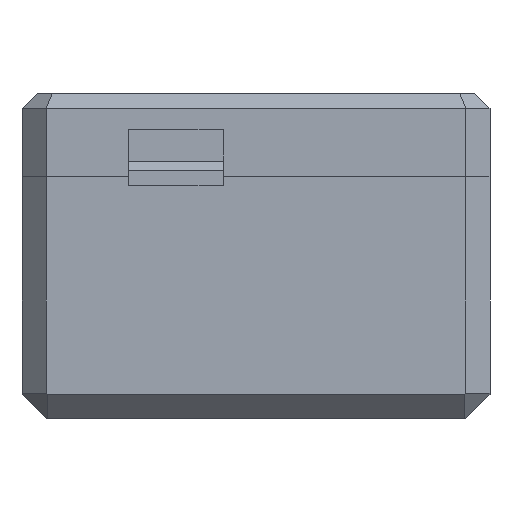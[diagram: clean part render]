
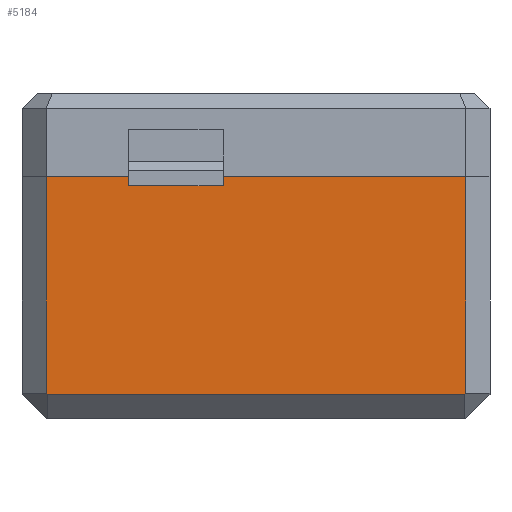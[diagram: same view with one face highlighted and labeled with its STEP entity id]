
A CAD part, front view. The second image highlights one B-rep face of the part: STEP entity #5184.
In plain terms, the highlighted planar face has unit normal (0, -1, 0).
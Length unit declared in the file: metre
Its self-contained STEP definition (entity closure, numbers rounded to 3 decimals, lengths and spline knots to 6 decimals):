
#359=LINE('',#7008,#878);
#360=LINE('',#7011,#879);
#361=LINE('',#7013,#880);
#362=LINE('',#7015,#881);
#363=LINE('',#7017,#882);
#364=LINE('',#7019,#883);
#365=LINE('',#7021,#884);
#366=LINE('',#7023,#885);
#367=LINE('',#7025,#886);
#368=LINE('',#7027,#887);
#878=VECTOR('',#5891,1.);
#879=VECTOR('',#5892,1.);
#880=VECTOR('',#5893,1.);
#881=VECTOR('',#5894,1.);
#882=VECTOR('',#5895,1.);
#883=VECTOR('',#5896,1.);
#884=VECTOR('',#5897,1.);
#885=VECTOR('',#5898,1.);
#886=VECTOR('',#5899,1.);
#887=VECTOR('',#5900,1.);
#1417=ORIENTED_EDGE('',*,*,#2946,.F.);
#1418=ORIENTED_EDGE('',*,*,#2947,.F.);
#1419=ORIENTED_EDGE('',*,*,#2948,.T.);
#1420=ORIENTED_EDGE('',*,*,#2949,.T.);
#1421=ORIENTED_EDGE('',*,*,#2950,.T.);
#1422=ORIENTED_EDGE('',*,*,#2951,.F.);
#1423=ORIENTED_EDGE('',*,*,#2952,.T.);
#1424=ORIENTED_EDGE('',*,*,#2953,.F.);
#1425=ORIENTED_EDGE('',*,*,#2954,.T.);
#1426=ORIENTED_EDGE('',*,*,#2955,.F.);
#2946=EDGE_CURVE('',#3707,#3708,#359,.T.);
#2947=EDGE_CURVE('',#3709,#3707,#360,.T.);
#2948=EDGE_CURVE('',#3709,#3710,#361,.T.);
#2949=EDGE_CURVE('',#3710,#3711,#362,.T.);
#2950=EDGE_CURVE('',#3711,#3712,#363,.T.);
#2951=EDGE_CURVE('',#3713,#3712,#364,.T.);
#2952=EDGE_CURVE('',#3713,#3714,#365,.F.);
#2953=EDGE_CURVE('',#3715,#3714,#366,.T.);
#2954=EDGE_CURVE('',#3715,#3716,#367,.T.);
#2955=EDGE_CURVE('',#3708,#3716,#368,.T.);
#3707=VERTEX_POINT('',#7009);
#3708=VERTEX_POINT('',#7010);
#3709=VERTEX_POINT('',#7012);
#3710=VERTEX_POINT('',#7014);
#3711=VERTEX_POINT('',#7016);
#3712=VERTEX_POINT('',#7018);
#3713=VERTEX_POINT('',#7020);
#3714=VERTEX_POINT('',#7022);
#3715=VERTEX_POINT('',#7024);
#3716=VERTEX_POINT('',#7026);
#4250=EDGE_LOOP('',(#1417,#1418,#1419,#1420,#1421,#1422,#1423,#1424,#1425,
#1426));
#4622=FACE_BOUND('',#4250,.T.);
#4988=PLANE('',#5541);
#5184=ADVANCED_FACE('',(#4622),#4988,.T.);
#5541=AXIS2_PLACEMENT_3D('',#7007,#5889,#5890);
#5889=DIRECTION('',(0.,-1.,0.));
#5890=DIRECTION('',(0.,0.,-1.));
#5891=DIRECTION('',(0.,0.,-1.));
#5892=DIRECTION('',(1.,0.,0.));
#5893=DIRECTION('',(0.,0.,-1.));
#5894=DIRECTION('',(0.707,0.,-0.707));
#5895=DIRECTION('',(1.,0.,0.));
#5896=DIRECTION('',(-0.707,0.,-0.707));
#5897=DIRECTION('',(0.,0.,-1.));
#5898=DIRECTION('',(1.,0.,0.));
#5899=DIRECTION('',(0.,0.,-1.));
#5900=DIRECTION('',(1.,0.,0.));
#7007=CARTESIAN_POINT('',(0.02488,-0.004,-0.03));
#7008=CARTESIAN_POINT('',(0.00805,-0.004,0.0025));
#7009=CARTESIAN_POINT('',(0.00805,-0.004,0.));
#7010=CARTESIAN_POINT('',(0.00805,-0.004,-0.0012));
#7011=CARTESIAN_POINT('',(0.02488,-0.004,0.));
#7012=CARTESIAN_POINT('',(-0.002828,-0.004,0.));
#7013=CARTESIAN_POINT('',(-0.002828,-0.004,-0.03));
#7014=CARTESIAN_POINT('',(-0.002828,-0.004,-0.028636));
#7015=CARTESIAN_POINT('',(0.011708,-0.004,-0.043172));
#7016=CARTESIAN_POINT('',(-0.002636,-0.004,-0.028828));
#7017=CARTESIAN_POINT('',(0.02488,-0.004,-0.028828));
#7018=CARTESIAN_POINT('',(0.052396,-0.004,-0.028828));
#7019=CARTESIAN_POINT('',(0.051492,-0.004,-0.029732));
#7020=CARTESIAN_POINT('',(0.052588,-0.004,-0.028636));
#7021=CARTESIAN_POINT('',(0.052588,-0.004,-0.03));
#7022=CARTESIAN_POINT('',(0.052588,-0.004,0.));
#7023=CARTESIAN_POINT('',(0.02488,-0.004,0.));
#7024=CARTESIAN_POINT('',(0.02055,-0.004,0.));
#7025=CARTESIAN_POINT('',(0.02055,-0.004,0.0025));
#7026=CARTESIAN_POINT('',(0.02055,-0.004,-0.0012));
#7027=CARTESIAN_POINT('',(0.0143,-0.004,-0.0012));
